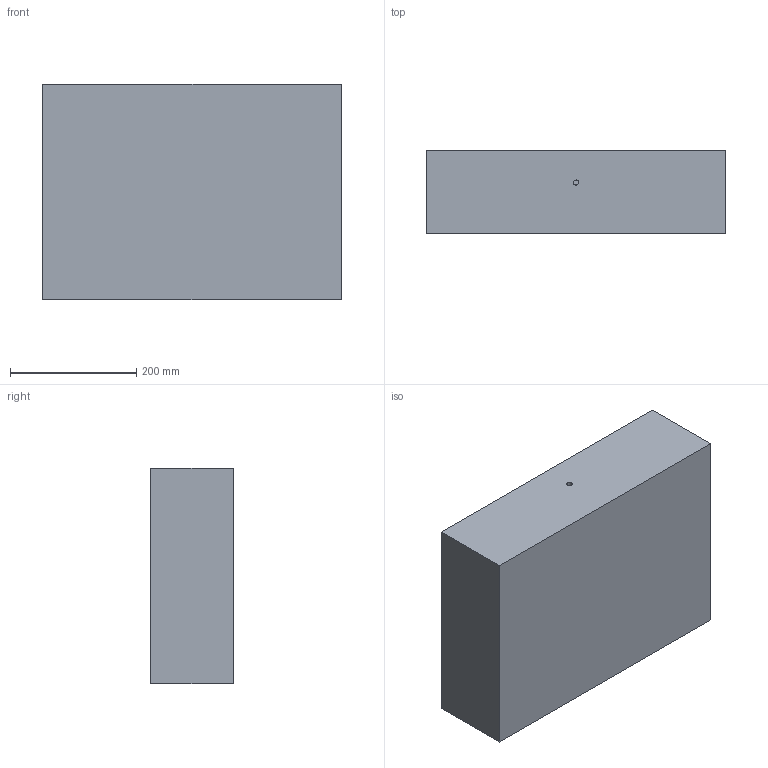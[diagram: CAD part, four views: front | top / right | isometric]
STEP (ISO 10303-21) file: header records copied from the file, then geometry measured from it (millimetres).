
FILE_DESCRIPTION (( 'STEP AP214' ), '1' );
FILE_NAME ('1520-CASE-BOT-US.STEP', '2008-03-03T22:48:39', ( ' ' ), ( ' ' ), 'SwSTEP 2.0', 'SolidWorks 2007', '' );
FILE_SCHEMA (( 'AUTOMOTIVE_DESIGN' ));
Length unit declared in the file: inch
Products named in the file (1): 1520-CASE-BOT-US
Bounding box: 472.84 x 130.56 x 341.52 mm (x, y, z)
Volume: 2976765.7 mm3; surface area: 708437.6 mm2
Topology: 1 solids, 1 shells, 73 faces, 149 edges, 90 vertices
Faces by surface type: cylinder 34, plane 27, bspline 8, sphere 4
Entity records: 2092 total; most frequent: CARTESIAN_POINT 667, ORIENTED_EDGE 290, DIRECTION 277, EDGE_CURVE 145, AXIS2_PLACEMENT_3D 108, EDGE_LOOP 91, VERTEX_POINT 90, ADVANCED_FACE 73
